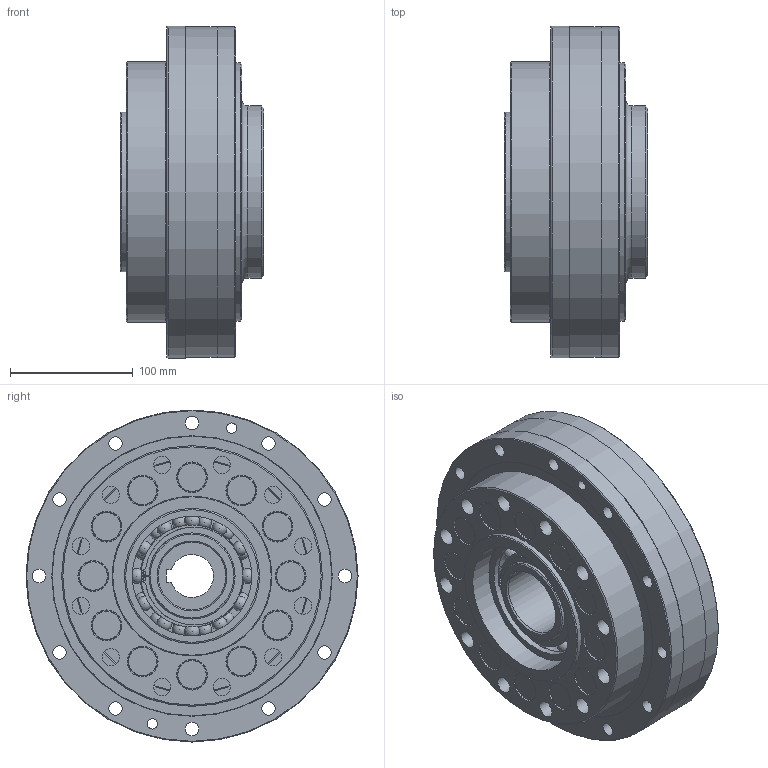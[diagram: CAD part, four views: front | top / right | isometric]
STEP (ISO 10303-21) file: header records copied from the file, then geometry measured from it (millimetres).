
FILE_DESCRIPTION(/* description */ (''),/* implementation_level */ '2;1');
FILE_NAME(/* name */ 'FC-A65_STD.stp',/* time_stamp */ '2017-12-06T10:12:18+09:00',/* author */ ('Ikk_Taniyama'),/* organization */ (''),/* preprocessor_version */ 'ST-DEVELOPER v15.6',/* originating_system */ 'Autodesk Inventor 2015',/* authorisation */ '');
FILE_SCHEMA (('AUTOMOTIVE_DESIGN { 1 0 10303 214 3 1 1 }'));
Length unit declared in the file: millimetre
Products named in the file (1): FC-A65_STD
Bounding box: 117 x 270 x 270 mm (x, y, z)
Volume: 3074537.2 mm3; surface area: 496007.1 mm2
Topology: 16 solids, 38 shells, 561 faces, 1345 edges, 859 vertices
Faces by surface type: cylinder 209, plane 180, cone 89, torus 57, sphere 26
Full cylindrical faces by diameter (mm): 2.5 x4, 3 x2, 4.917 x4, 5 x4, 6.6 x4, 8.376 x2, 8.5 x4, 11 x30, 13.835 x2, 14 x10, 20 x12, 21 x12, 21.047 x12, 24 x12, 25 x12, 55 x1, 67 x2, 70 x6, 74.8 x1, 78 x2, 78.56 x1, 79.272 x2, 80.181 x1, 81.014 x1, 82.8 x2, 83 x1, 83.527 x2, 97.2 x2, 98 x1, 98.29 x2
Entity records: 15909 total; most frequent: CARTESIAN_POINT 3578, DIRECTION 2584, ORIENTED_EDGE 1840, AXIS2_PLACEMENT_3D 1224, EDGE_LOOP 1028, EDGE_CURVE 920, VERTEX_POINT 772, CIRCLE 662
